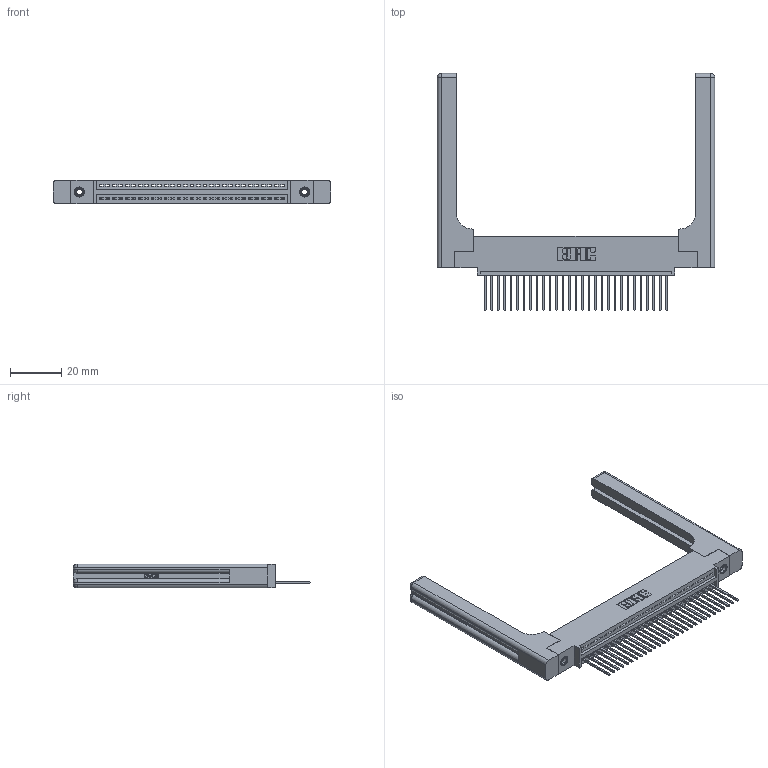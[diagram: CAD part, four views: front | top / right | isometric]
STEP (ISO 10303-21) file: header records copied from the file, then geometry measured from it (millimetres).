
FILE_DESCRIPTION (( 'STEP AP203' ), '1' );
FILE_NAME ('395-029-540-458.STEP', '2019-10-19T05:28:17', ( '' ), ( '' ), 'SwSTEP 2.0', 'SolidWorks 2016', '' );
FILE_SCHEMA (( 'CONFIG_CONTROL_DESIGN' ));
Length unit declared in the file: inch
Products named in the file (5): 345-250-001_345-250-001-102; 345-292-001_345-293-140; 395-029-540-458; 345 Part_0.110 Offset - 0.156 Dia-TH; 345-220-058_345-220-058
Assembly tree (34 placements, depth 2):
  395-029-540-458
    345 Part_0.110 Offset - 0.156 Dia-TH
    345-292-001_345-293-140  x29
    345-250-001_345-250-001-102  x2
    345-220-058_345-220-058  x2
Bounding box: 108.69 x 92.89 x 9.4 mm (x, y, z)
Volume: 18687.5 mm3; surface area: 19025.1 mm2
Topology: 34 solids, 34 shells, 2068 faces, 6123 edges, 4022 vertices
Faces by surface type: plane 1392, cylinder 616, bspline 36, cone 12, sphere 8, torus 4
Entity records: 28908 total; most frequent: CARTESIAN_POINT 5980, ORIENTED_EDGE 4740, DIRECTION 4188, EDGE_CURVE 2370, LINE 2030, VECTOR 2030, VERTEX_POINT 1570, AXIS2_PLACEMENT_3D 1079
